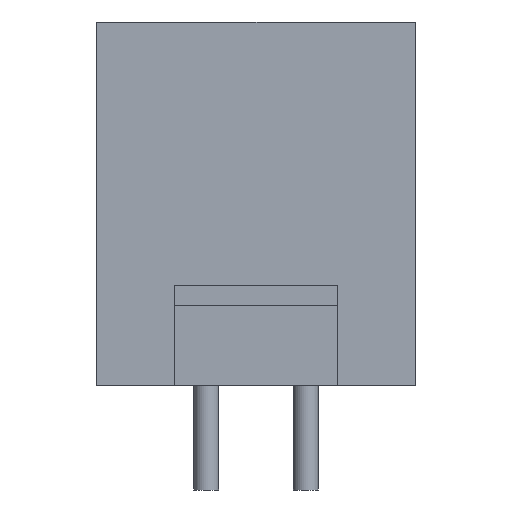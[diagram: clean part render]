
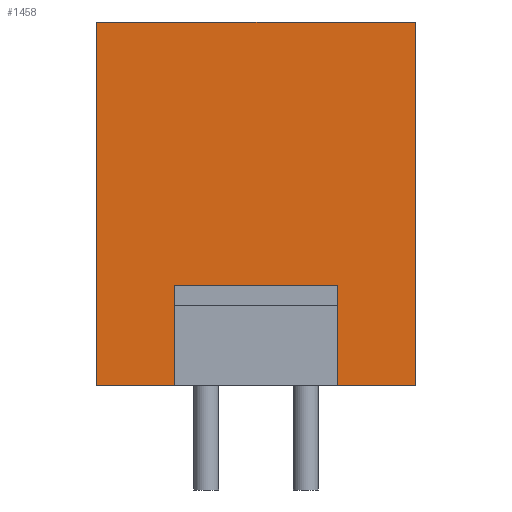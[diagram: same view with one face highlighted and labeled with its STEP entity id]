
A CAD part, left-side view. The second image highlights one B-rep face of the part: STEP entity #1458.
In plain terms, the highlighted planar face has unit normal (-1, 0, 0).
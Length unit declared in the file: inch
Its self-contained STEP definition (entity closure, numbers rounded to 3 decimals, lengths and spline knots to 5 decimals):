
#17=DIRECTION('',(0.,-1.,0.));
#18=VECTOR('',#17,0.078);
#19=CARTESIAN_POINT('',(-0.39,-0.082,-0.1825));
#20=LINE('',#19,#18);
#65=DIRECTION('',(0.,-1.,0.));
#66=VECTOR('',#65,0.078);
#67=CARTESIAN_POINT('',(-0.39,0.16,-0.1825));
#68=LINE('',#67,#66);
#221=DIRECTION('',(0.,0.,1.));
#222=VECTOR('',#221,0.1);
#223=CARTESIAN_POINT('',(-0.39,0.082,-0.1825));
#224=LINE('',#223,#222);
#225=DIRECTION('',(0.,0.,1.));
#226=VECTOR('',#225,0.365);
#227=CARTESIAN_POINT('',(-0.39,0.16,-0.1825));
#228=LINE('',#227,#226);
#229=DIRECTION('',(0.,0.,1.));
#230=VECTOR('',#229,0.1);
#231=CARTESIAN_POINT('',(-0.39,-0.082,-0.1825));
#232=LINE('',#231,#230);
#233=DIRECTION('',(0.,-1.,0.));
#234=VECTOR('',#233,0.164);
#235=CARTESIAN_POINT('',(-0.39,0.082,-0.0825));
#236=LINE('',#235,#234);
#333=DIRECTION('',(0.,0.,1.));
#334=VECTOR('',#333,0.365);
#335=CARTESIAN_POINT('',(-0.39,-0.16,-0.1825));
#336=LINE('',#335,#334);
#389=DIRECTION('',(0.,-1.,0.));
#390=VECTOR('',#389,0.32);
#391=CARTESIAN_POINT('',(-0.39,0.16,0.1825));
#392=LINE('',#391,#390);
#953=CARTESIAN_POINT('',(-0.39,-0.16,-0.1825));
#955=VERTEX_POINT('',#953);
#958=CARTESIAN_POINT('',(-0.39,0.16,-0.1825));
#960=VERTEX_POINT('',#958);
#961=CARTESIAN_POINT('',(-0.39,0.16,0.1825));
#962=CARTESIAN_POINT('',(-0.39,-0.16,0.1825));
#963=VERTEX_POINT('',#961);
#964=VERTEX_POINT('',#962);
#1001=CARTESIAN_POINT('',(-0.39,0.082,-0.0825));
#1002=VERTEX_POINT('',#1001);
#1003=CARTESIAN_POINT('',(-0.39,-0.082,-0.0825));
#1004=VERTEX_POINT('',#1003);
#1005=CARTESIAN_POINT('',(-0.39,0.082,-0.1825));
#1006=VERTEX_POINT('',#1005);
#1007=CARTESIAN_POINT('',(-0.39,-0.082,-0.1825));
#1008=VERTEX_POINT('',#1007);
#1438=CARTESIAN_POINT('',(-0.39,0.16,-0.1825));
#1439=DIRECTION('',(-1.,0.,0.));
#1440=DIRECTION('',(0.,-1.,0.));
#1441=AXIS2_PLACEMENT_3D('',#1438,#1439,#1440);
#1442=PLANE('',#1441);
#1443=ORIENTED_EDGE('',*,*,#1429,.F.);
#1444=ORIENTED_EDGE('',*,*,#1278,.F.);
#1446=ORIENTED_EDGE('',*,*,#1445,.T.);
#1448=ORIENTED_EDGE('',*,*,#1447,.T.);
#1450=ORIENTED_EDGE('',*,*,#1449,.F.);
#1451=ORIENTED_EDGE('',*,*,#1254,.F.);
#1453=ORIENTED_EDGE('',*,*,#1452,.T.);
#1455=ORIENTED_EDGE('',*,*,#1454,.F.);
#1456=EDGE_LOOP('',(#1443,#1444,#1446,#1448,#1450,#1451,#1453,#1455));
#1457=FACE_OUTER_BOUND('',#1456,.F.);
#1458=ADVANCED_FACE('',(#1457),#1442,.T.);
#1254=EDGE_CURVE('',#1008,#955,#20,.T.);
#1278=EDGE_CURVE('',#960,#1006,#68,.T.);
#1429=EDGE_CURVE('',#1006,#1002,#224,.T.);
#1445=EDGE_CURVE('',#960,#963,#228,.T.);
#1447=EDGE_CURVE('',#963,#964,#392,.T.);
#1449=EDGE_CURVE('',#955,#964,#336,.T.);
#1452=EDGE_CURVE('',#1008,#1004,#232,.T.);
#1454=EDGE_CURVE('',#1002,#1004,#236,.T.);
